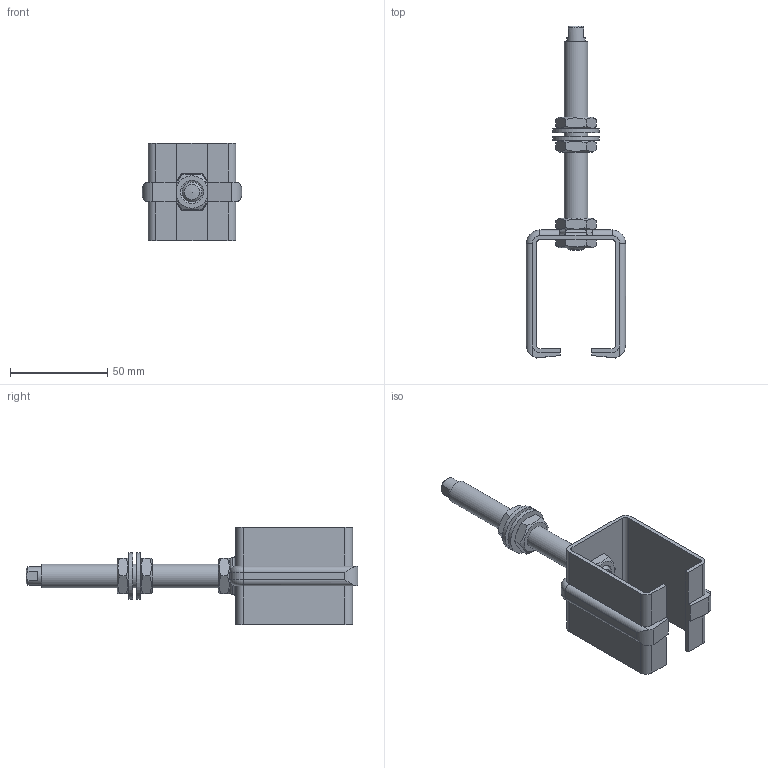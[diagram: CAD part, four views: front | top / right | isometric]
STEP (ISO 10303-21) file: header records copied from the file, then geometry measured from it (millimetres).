
FILE_DESCRIPTION(/* description */ (''),/* implementation_level */ '2;1');
FILE_NAME(/* name */ '5041L.stp',/* time_stamp */ '2016-10-13T13:34:23+02:00',/* author */ ('Giuliano'),/* organization */ (''),/* preprocessor_version */ 'ST-DEVELOPER v16.5',/* originating_system */ 'Autodesk Inventor 2017',/* authorisation */ '');
FILE_SCHEMA (('AUTOMOTIVE_DESIGN { 1 0 10303 214 3 1 1 }'));
Length unit declared in the file: millimetre
Products named in the file (5): 5041L; 14464; 14976; ISO 4035 - M12; 15741
Assembly tree (8 placements, depth 2):
  5041L
    14464
    14976
    ISO 4035 - M12  x4
    15741  x2
Bounding box: 51 x 170.57 x 50 mm (x, y, z)
Volume: 41042.7 mm3; surface area: 29770 mm2
Topology: 9 solids, 9 shells, 151 faces, 356 edges, 224 vertices
Faces by surface type: plane 81, cylinder 47, cone 19, torus 4
Full cylindrical faces by diameter (mm): 9.5 x1, 10.106 x4, 12 x1, 12.1 x2, 12.8 x1, 24 x2
Entity records: 3281 total; most frequent: CARTESIAN_POINT 679, DIRECTION 526, ORIENTED_EDGE 484, EDGE_CURVE 242, AXIS2_PLACEMENT_3D 191, VERTEX_POINT 158, LINE 144, VECTOR 144
